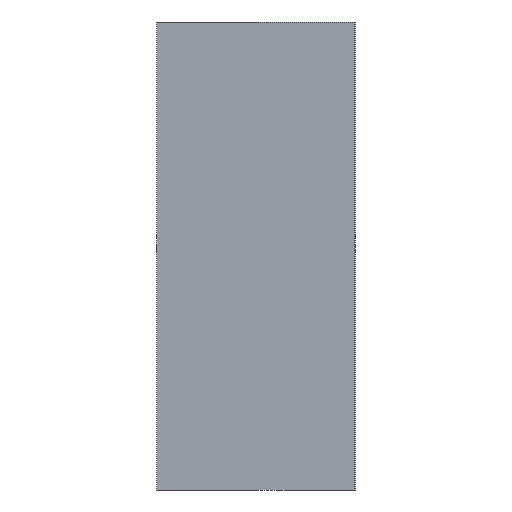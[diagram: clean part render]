
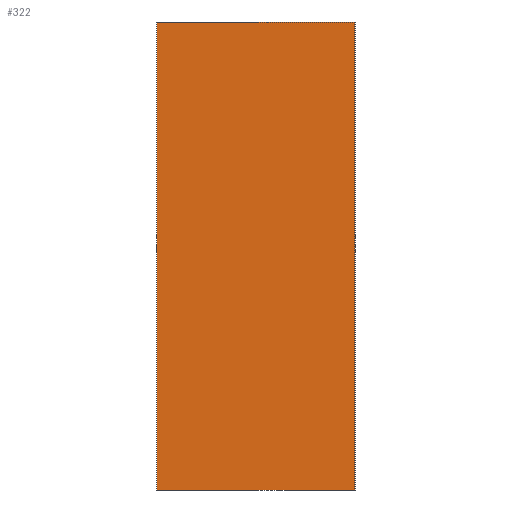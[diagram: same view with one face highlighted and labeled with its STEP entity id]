
A CAD part, left-side view. The second image highlights one B-rep face of the part: STEP entity #322.
In plain terms, the highlighted planar face has unit normal (-1, 0, 0).
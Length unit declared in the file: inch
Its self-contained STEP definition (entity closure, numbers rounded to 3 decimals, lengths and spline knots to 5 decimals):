
#2 = DIRECTION ( 'NONE',  ( 0., -1., 0. ) ) ;
#3 = CARTESIAN_POINT ( 'NONE',  ( -0.965, 0.33, -0.39 ) ) ;
#9 = CARTESIAN_POINT ( 'NONE',  ( -0.965, 0.33, 0.39 ) ) ;
#12 = CARTESIAN_POINT ( 'NONE',  ( -0.965, 0., 0.39 ) ) ;
#61 = DIRECTION ( 'NONE',  ( 0., 0., -1. ) ) ;
#62 = DIRECTION ( 'NONE',  ( 1., 0., 0. ) ) ;
#64 = PLANE ( 'NONE',  #363 ) ;
#68 = CARTESIAN_POINT ( 'NONE',  ( -0.965, 0.33, 0.39 ) ) ;
#90 = CARTESIAN_POINT ( 'NONE',  ( -0.965, 0., -0.39 ) ) ;
#91 = CARTESIAN_POINT ( 'NONE',  ( -0.965, 0.33, -0.39 ) ) ;
#92 = CARTESIAN_POINT ( 'NONE',  ( -0.965, 0.33, 0.39 ) ) ;
#96 = VECTOR ( 'NONE', #278, 39.37008 ) ;
#98 = VECTOR ( 'NONE', #288, 39.37008 ) ;
#99 = VECTOR ( 'NONE', #287, 39.37008 ) ;
#100 = LINE ( 'NONE', #290, #98 ) ;
#102 = LINE ( 'NONE', #282, #99 ) ;
#103 = VECTOR ( 'NONE', #2, 39.37008 ) ;
#104 = LINE ( 'NONE', #9, #96 ) ;
#106 = LINE ( 'NONE', #3, #103 ) ;
#138 = FACE_OUTER_BOUND ( 'NONE', #311, .T. ) ;
#147 = VERTEX_POINT ( 'NONE', #90 ) ;
#149 = VERTEX_POINT ( 'NONE', #12 ) ;
#155 = VERTEX_POINT ( 'NONE', #92 ) ;
#156 = VERTEX_POINT ( 'NONE', #91 ) ;
#185 = ORIENTED_EDGE ( 'NONE', *, *, #383, .T. ) ;
#186 = ORIENTED_EDGE ( 'NONE', *, *, #384, .F. ) ;
#187 = ORIENTED_EDGE ( 'NONE', *, *, #385, .F. ) ;
#188 = ORIENTED_EDGE ( 'NONE', *, *, #381, .T. ) ;
#278 = DIRECTION ( 'NONE',  ( 0., 0., 1. ) ) ;
#282 = CARTESIAN_POINT ( 'NONE',  ( -0.965, 0., 0.39 ) ) ;
#287 = DIRECTION ( 'NONE',  ( 0., 0., 1. ) ) ;
#288 = DIRECTION ( 'NONE',  ( 0., -1., 0. ) ) ;
#290 = CARTESIAN_POINT ( 'NONE',  ( -0.965, 0.33, 0.39 ) ) ;
#311 = EDGE_LOOP ( 'NONE', ( #185, #186, #187, #188 ) ) ;
#322 = ADVANCED_FACE ( 'NONE', ( #138 ), #64, .F. ) ;
#363 = AXIS2_PLACEMENT_3D ( 'NONE', #68, #62, #61 ) ;
#381 = EDGE_CURVE ( 'NONE', #156, #147, #106, .T. ) ;
#383 = EDGE_CURVE ( 'NONE', #147, #149, #102, .T. ) ;
#384 = EDGE_CURVE ( 'NONE', #155, #149, #100, .T. ) ;
#385 = EDGE_CURVE ( 'NONE', #156, #155, #104, .T. ) ;
